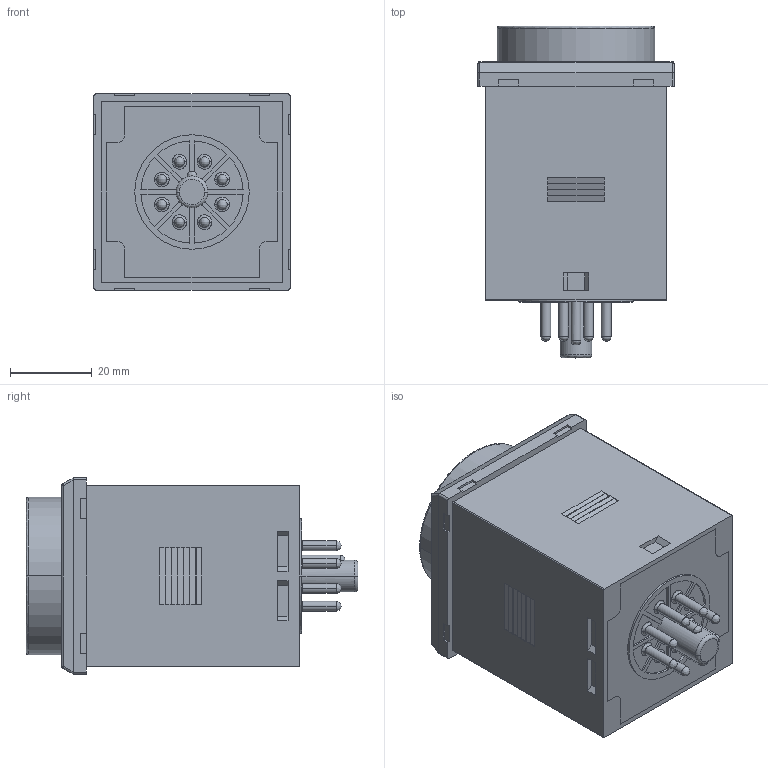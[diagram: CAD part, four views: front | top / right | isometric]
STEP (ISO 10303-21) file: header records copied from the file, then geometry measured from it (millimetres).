
FILE_DESCRIPTION (( 'STEP AP214' ), '1' );
FILE_NAME ('MS4SA-CE-ADC.STEP', '2019-06-11T13:30:15', ( '' ), ( '' ), 'SwSTEP 2.0', 'SolidWorks 2018', '' );
FILE_SCHEMA (( 'AUTOMOTIVE_DESIGN' ));
Length unit declared in the file: inch
Products named in the file (1): MS4SA-CE-ADC
Bounding box: 48 x 81.2 x 48 mm (x, y, z)
Volume: 121364.2 mm3; surface area: 46633 mm2
Topology: 7 solids, 7 shells, 1124 faces, 3062 edges, 1994 vertices
Faces by surface type: plane 666, cylinder 311, bspline 147
Entity records: 57359 total; most frequent: CARTESIAN_POINT 15199, ORIENTED_EDGE 6084, DIRECTION 5183, EDGE_CURVE 3042, VERTEX_POINT 1994, VECTOR 1767, LINE 1767, AXIS2_PLACEMENT_3D 1708
